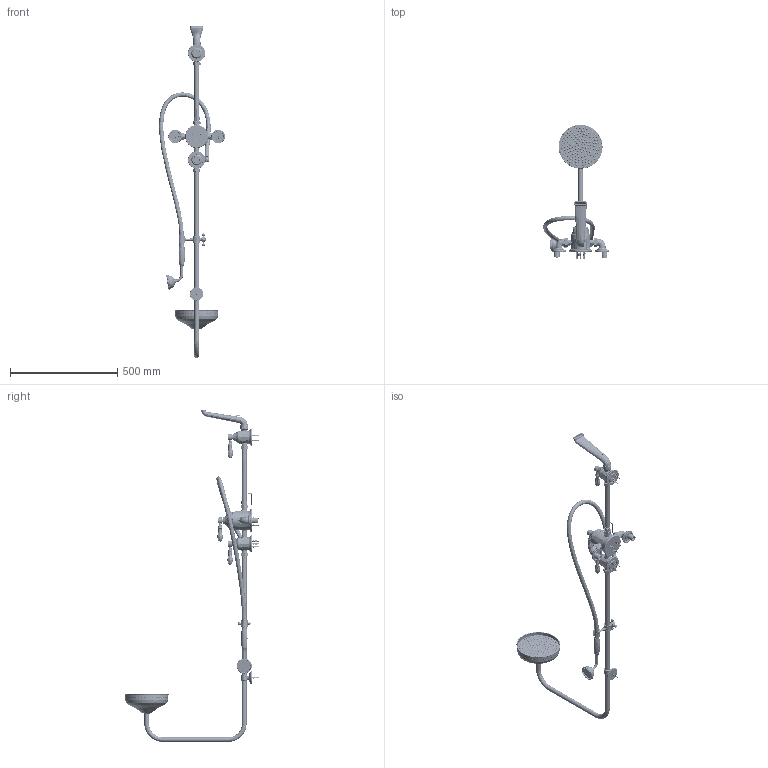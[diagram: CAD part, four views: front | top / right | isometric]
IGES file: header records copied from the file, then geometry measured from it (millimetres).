
Global section: file name: V2K4- GB  GC; native system: Autodesk Inventor 2018; preprocessor: unknown; author: aprice; date: 20170831.104411; units: millimetre
Bounding box: 306.25 x 625.49 x 1545.29 mm (x, y, z)
Volume: 3245376.3 mm3; surface area: 1159490.4 mm2
Topology: 189 solids, 205 shells, 7938 faces, 22389 edges, 15216 vertices
Faces by surface type: bspline 7938
